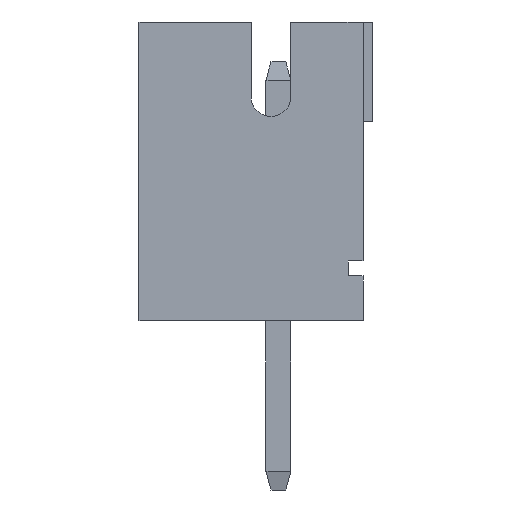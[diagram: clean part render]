
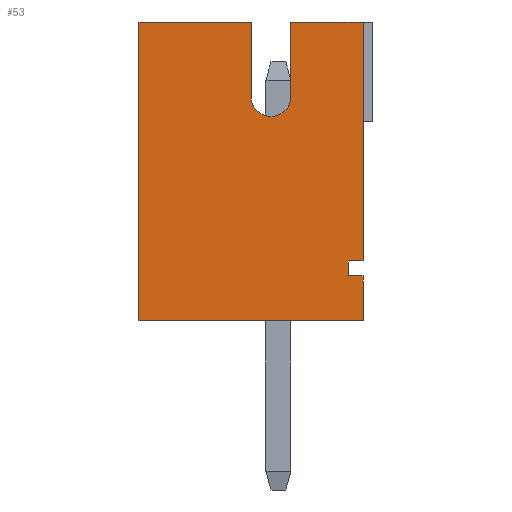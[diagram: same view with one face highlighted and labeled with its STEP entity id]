
A CAD part, left-side view. The second image highlights one B-rep face of the part: STEP entity #53.
In plain terms, the highlighted planar face has unit normal (-1, 0, 0).
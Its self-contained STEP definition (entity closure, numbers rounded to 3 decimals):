
#53=ADVANCED_FACE('',(#3167),#3169,.T.);
#3167=FACE_BOUND('',#3168,.T.);
#3168=EDGE_LOOP('',(#5647,#5648,#5649,#5650,#5651,#5652,#5653,#5654,#5655,#5656,
#5657,#5658));
#3169=PLANE('',#3170);
#3170=AXIS2_PLACEMENT_3D('',#3171,#3172,#3173);
#3171=CARTESIAN_POINT('',(-1.95,0.,0.));
#3172=DIRECTION('',(-1.,0.,0.));
#3173=DIRECTION('',(0.,0.,1.));
#5647=ORIENTED_EDGE('',*,*,#7335,.T.);
#5648=ORIENTED_EDGE('',*,*,#7336,.T.);
#5649=ORIENTED_EDGE('',*,*,#7337,.T.);
#5650=ORIENTED_EDGE('',*,*,#7338,.T.);
#5651=ORIENTED_EDGE('',*,*,#7339,.T.);
#5652=ORIENTED_EDGE('',*,*,#7340,.T.);
#5653=ORIENTED_EDGE('',*,*,#7341,.T.);
#5654=ORIENTED_EDGE('',*,*,#7342,.T.);
#5655=ORIENTED_EDGE('',*,*,#7343,.T.);
#5656=ORIENTED_EDGE('',*,*,#7344,.T.);
#5657=ORIENTED_EDGE('',*,*,#7345,.T.);
#5658=ORIENTED_EDGE('',*,*,#7346,.T.);
#7335=EDGE_CURVE('',#8179,#8180,#8181,.F.);
#7336=EDGE_CURVE('',#8180,#8182,#8183,.T.);
#7337=EDGE_CURVE('',#8182,#8184,#8185,.T.);
#7338=EDGE_CURVE('',#8184,#8186,#8187,.F.);
#7339=EDGE_CURVE('',#8186,#8188,#8189,.F.);
#7340=EDGE_CURVE('',#8188,#8190,#8191,.F.);
#7341=EDGE_CURVE('',#8190,#8192,#8193,.T.);
#7342=EDGE_CURVE('',#8192,#8194,#8195,.T.);
#7343=EDGE_CURVE('',#8194,#8196,#8197,.T.);
#7344=EDGE_CURVE('',#8196,#8198,#8199,.T.);
#7345=EDGE_CURVE('',#8198,#8200,#8201,.F.);
#7346=EDGE_CURVE('',#8200,#8179,#8202,.F.);
#8179=VERTEX_POINT('',#9548);
#8180=VERTEX_POINT('',#9549);
#8181=LINE('',#9550,#9551);
#8182=VERTEX_POINT('',#9553);
#8183=LINE('',#9554,#9555);
#8184=VERTEX_POINT('',#9557);
#8185=LINE('',#9558,#9559);
#8186=VERTEX_POINT('',#9561);
#8187=LINE('',#9562,#9563);
#8188=VERTEX_POINT('',#9565);
#8189=CIRCLE('',#9566,0.4);
#8190=VERTEX_POINT('',#9570);
#8191=LINE('',#9571,#9572);
#8192=VERTEX_POINT('',#9574);
#8193=LINE('',#9575,#9576);
#8194=VERTEX_POINT('',#9578);
#8195=LINE('',#9579,#9580);
#8196=VERTEX_POINT('',#9582);
#8197=LINE('',#9583,#9584);
#8198=VERTEX_POINT('',#9586);
#8199=LINE('',#9587,#9588);
#8200=VERTEX_POINT('',#9590);
#8201=LINE('',#9591,#9592);
#8202=LINE('',#9594,#9595);
#9548=CARTESIAN_POINT('',(-1.95,-1.4,1.2));
#9549=CARTESIAN_POINT('',(-1.95,-1.7,1.2));
#9550=CARTESIAN_POINT('',(-1.95,-1.7,1.2));
#9551=VECTOR('',#9552,1.);
#9552=DIRECTION('',(0.,1.,0.));
#9553=CARTESIAN_POINT('',(-1.95,-1.7,6.));
#9554=CARTESIAN_POINT('',(-1.95,-1.7,1.2));
#9555=VECTOR('',#9556,1.);
#9556=DIRECTION('',(0.,0.,1.));
#9557=CARTESIAN_POINT('',(-1.95,-0.25,6.));
#9558=CARTESIAN_POINT('',(-1.95,-1.7,6.));
#9559=VECTOR('',#9560,1.);
#9560=DIRECTION('',(0.,1.,0.));
#9561=CARTESIAN_POINT('',(-1.95,-0.25,4.5));
#9562=CARTESIAN_POINT('',(-1.95,-0.25,4.5));
#9563=VECTOR('',#9564,1.);
#9564=DIRECTION('',(0.,0.,1.));
#9565=CARTESIAN_POINT('',(-1.95,0.55,4.5));
#9566=AXIS2_PLACEMENT_3D('',#9567,#9568,#9569);
#9567=CARTESIAN_POINT('',(-1.95,0.15,4.5));
#9568=DIRECTION('',(-1.,0.,0.));
#9569=DIRECTION('',(0.,1.,0.));
#9570=CARTESIAN_POINT('',(-1.95,0.55,6.));
#9571=CARTESIAN_POINT('',(-1.95,0.55,6.));
#9572=VECTOR('',#9573,1.);
#9573=DIRECTION('',(0.,0.,-1.));
#9574=CARTESIAN_POINT('',(-1.95,2.8,6.));
#9575=CARTESIAN_POINT('',(-1.95,0.55,6.));
#9576=VECTOR('',#9577,1.);
#9577=DIRECTION('',(0.,1.,0.));
#9578=CARTESIAN_POINT('',(-1.95,2.8,0.));
#9579=CARTESIAN_POINT('',(-1.95,2.8,6.));
#9580=VECTOR('',#9581,1.);
#9581=DIRECTION('',(0.,0.,-1.));
#9582=CARTESIAN_POINT('',(-1.95,-1.7,0.));
#9583=CARTESIAN_POINT('',(-1.95,2.8,0.));
#9584=VECTOR('',#9585,1.);
#9585=DIRECTION('',(0.,-1.,0.));
#9586=CARTESIAN_POINT('',(-1.95,-1.7,0.9));
#9587=CARTESIAN_POINT('',(-1.95,-1.7,0.));
#9588=VECTOR('',#9589,1.);
#9589=DIRECTION('',(0.,0.,1.));
#9590=CARTESIAN_POINT('',(-1.95,-1.4,0.9));
#9591=CARTESIAN_POINT('',(-1.95,-1.4,0.9));
#9592=VECTOR('',#9593,1.);
#9593=DIRECTION('',(0.,-1.,0.));
#9594=CARTESIAN_POINT('',(-1.95,-1.4,1.2));
#9595=VECTOR('',#9596,1.);
#9596=DIRECTION('',(0.,0.,-1.));
